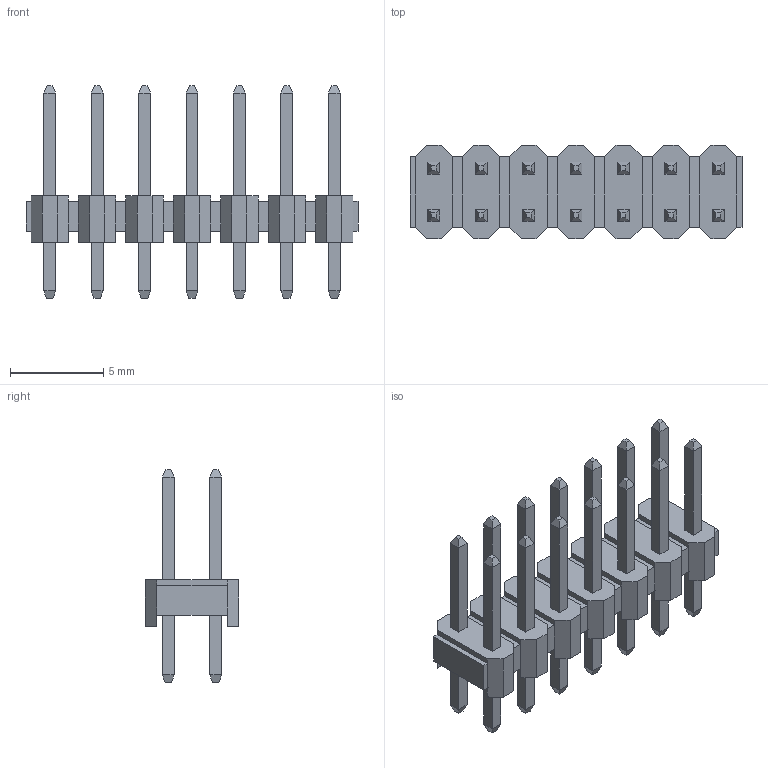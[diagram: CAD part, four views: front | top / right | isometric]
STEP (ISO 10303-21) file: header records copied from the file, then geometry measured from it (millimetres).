
FILE_DESCRIPTION (( 'STEP AP214' ), '1' );
FILE_NAME ('User Library-PLD-xx.STEP', '2017-11-30T13:23:39', ( '' ), ( '' ), 'SwSTEP 2.0', 'SolidWorks 2017', '' );
FILE_SCHEMA (( 'AUTOMOTIVE_DESIGN' ));
Length unit declared in the file: millimetre
Products named in the file (1): User Library-PLD-xx
Bounding box: 17.78 x 5 x 11.4 mm (x, y, z)
Volume: 205.8 mm3; surface area: 630.7 mm2
Topology: 1 solids, 2 shells, 376 faces, 864 edges, 520 vertices
Faces by surface type: plane 376
Entity records: 14332 total; most frequent: CARTESIAN_POINT 1761, ORIENTED_EDGE 1728, DIRECTION 1618, LINE 864, VECTOR 864, EDGE_CURVE 864, VERTEX_POINT 520, EDGE_LOOP 404
